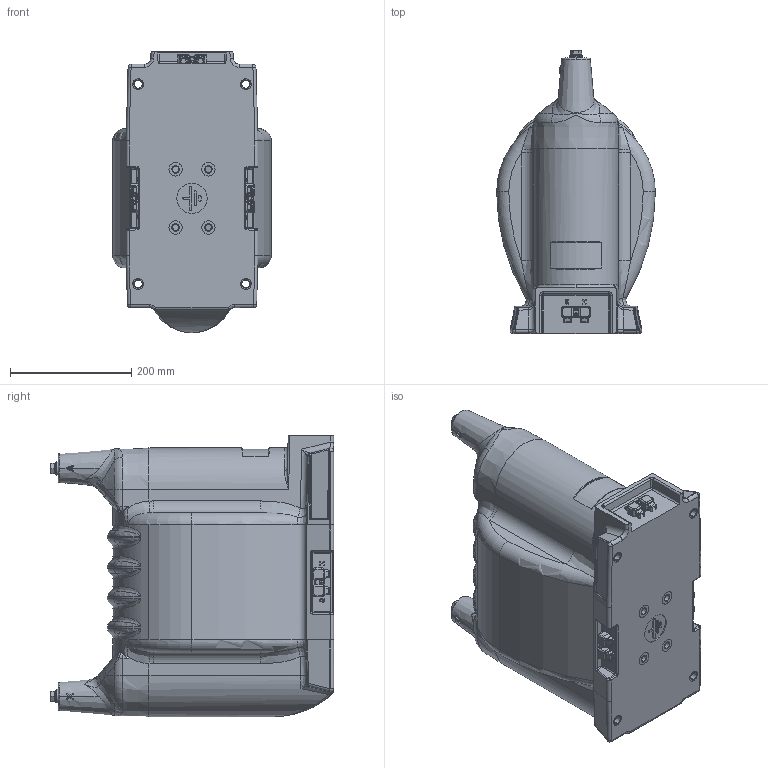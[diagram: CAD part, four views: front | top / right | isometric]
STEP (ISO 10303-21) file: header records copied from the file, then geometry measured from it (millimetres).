
FILE_DESCRIPTION (( 'STEP AP203' ), '1' );
FILE_NAME ('ﾍﾎﾋ-35.STEP', '2017-08-17T04:46:47', ( '' ), ( '' ), 'SwSTEP 2.0', 'SolidWorks 2010', '' );
FILE_SCHEMA (( 'CONFIG_CONTROL_DESIGN' ));
Length unit declared in the file: millimetre
Products named in the file (1): ﾍﾎﾋ-35
Bounding box: 262 x 467.9 x 465.01 mm (x, y, z)
Surface area: 657007.8 mm2 (no closed solid volume)
Topology: 0 solids, 42 shells, 950 faces, 2843 edges, 1849 vertices
Faces by surface type: bspline 298, cylinder 260, plane 213, cone 69, torus 64, sphere 46
Entity records: 46716 total; most frequent: CARTESIAN_POINT 24481, ORIENTED_EDGE 4758, DIRECTION 4093, EDGE_CURVE 2813, VERTEX_POINT 1849, AXIS2_PLACEMENT_3D 1600, EDGE_LOOP 1007, FACE_OUTER_BOUND 950
